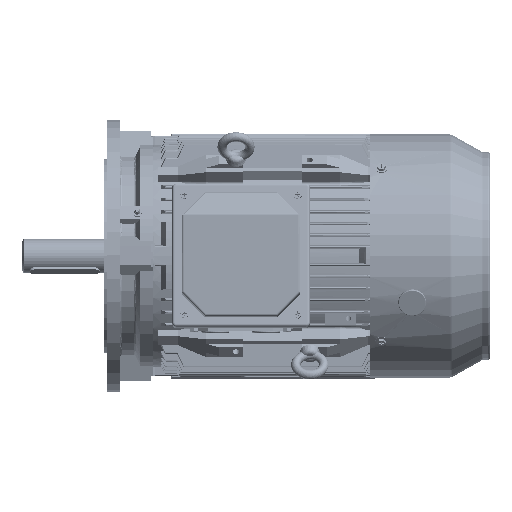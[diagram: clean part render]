
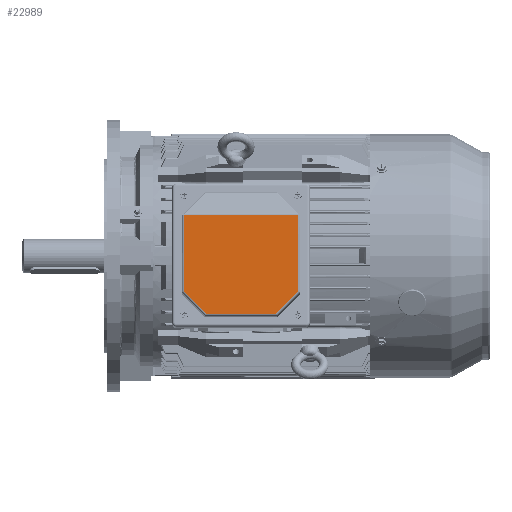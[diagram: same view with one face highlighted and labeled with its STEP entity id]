
A CAD part, top view. The second image highlights one B-rep face of the part: STEP entity #22989.
In plain terms, the highlighted face is planar.
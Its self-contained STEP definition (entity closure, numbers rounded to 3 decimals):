
#22535 = ORIENTED_EDGE ( 'NONE', *, *, #23072, .T. ) ;
#22989 = ADVANCED_FACE ( 'NONE', ( #51371 ), #51370, .F. ) ;
#22997 = EDGE_LOOP ( 'NONE', ( #23001, #23014, #23026, #23040, #22535, #23082 ) ) ;
#23001 = ORIENTED_EDGE ( 'NONE', *, *, #23003, .T. ) ;
#23003 = EDGE_CURVE ( 'NONE', #23006, #23007, #51363, .T. ) ;
#23006 = VERTEX_POINT ( 'NONE', #51347 ) ;
#23007 = VERTEX_POINT ( 'NONE', #51345 ) ;
#23014 = ORIENTED_EDGE ( 'NONE', *, *, #23018, .T. ) ;
#23018 = EDGE_CURVE ( 'NONE', #23007, #23020, #51314, .T. ) ;
#23020 = VERTEX_POINT ( 'NONE', #51446 ) ;
#23026 = ORIENTED_EDGE ( 'NONE', *, *, #23029, .T. ) ;
#23029 = EDGE_CURVE ( 'NONE', #23020, #23034, #51440, .T. ) ;
#23034 = VERTEX_POINT ( 'NONE', #51423 ) ;
#23040 = ORIENTED_EDGE ( 'NONE', *, *, #23042, .T. ) ;
#23042 = EDGE_CURVE ( 'NONE', #23034, #23044, #51410, .T. ) ;
#23044 = VERTEX_POINT ( 'NONE', #51402 ) ;
#23072 = EDGE_CURVE ( 'NONE', #23044, #23077, #51489, .T. ) ;
#23077 = VERTEX_POINT ( 'NONE', #51470 ) ;
#23082 = ORIENTED_EDGE ( 'NONE', *, *, #23083, .T. ) ;
#23083 = EDGE_CURVE ( 'NONE', #23077, #23006, #51601, .T. ) ;
#51308 = DIRECTION ( 'NONE',  ( 0., 1., 0. ) ) ;
#51310 = VECTOR ( 'NONE', #51308, 1000. ) ;
#51312 = CARTESIAN_POINT ( 'NONE',  ( -45.825, 74.5, -33.922 ) ) ;
#51314 = LINE ( 'NONE', #51312, #51310 ) ;
#51345 = CARTESIAN_POINT ( 'NONE',  ( -45.825, -73.5, -33.922 ) ) ;
#51347 = CARTESIAN_POINT ( 'NONE',  ( 50.778, -73.5, -16.888 ) ) ;
#51349 = DIRECTION ( 'NONE',  ( -0.985, 0., -0.174 ) ) ;
#51350 = VECTOR ( 'NONE', #51349, 1000. ) ;
#51352 = CARTESIAN_POINT ( 'NONE',  ( 81.5, -73.5, -11.471 ) ) ;
#51357 = DIRECTION ( 'NONE',  ( 0.985, 0., 0.174 ) ) ;
#51359 = DIRECTION ( 'NONE',  ( -0.174, 0., 0.985 ) ) ;
#51361 = AXIS2_PLACEMENT_3D ( 'NONE', #51368, #51359, #51357 ) ;
#51363 = LINE ( 'NONE', #51352, #51350 ) ;
#51368 = CARTESIAN_POINT ( 'NONE',  ( 81.5, 76.5, -11.471 ) ) ;
#51370 = PLANE ( 'NONE',  #51361 ) ;
#51371 = FACE_OUTER_BOUND ( 'NONE', #22997, .T. ) ;
#51402 = CARTESIAN_POINT ( 'NONE',  ( 79.021, 45.257, -11.908 ) ) ;
#51405 = DIRECTION ( 'NONE',  ( 0.702, -0.702, 0.124 ) ) ;
#51406 = VECTOR ( 'NONE', #51405, 1000. ) ;
#51409 = CARTESIAN_POINT ( 'NONE',  ( 79.668, 44.611, -11.794 ) ) ;
#51410 = LINE ( 'NONE', #51409, #51406 ) ;
#51423 = CARTESIAN_POINT ( 'NONE',  ( 50.778, 73.5, -16.888 ) ) ;
#51435 = DIRECTION ( 'NONE',  ( 0.985, 0., 0.174 ) ) ;
#51436 = VECTOR ( 'NONE', #51435, 1000. ) ;
#51438 = CARTESIAN_POINT ( 'NONE',  ( 51.5, 73.5, -16.761 ) ) ;
#51440 = LINE ( 'NONE', #51438, #51436 ) ;
#51446 = CARTESIAN_POINT ( 'NONE',  ( -45.825, 73.5, -33.922 ) ) ;
#51470 = CARTESIAN_POINT ( 'NONE',  ( 79.021, -45.257, -11.908 ) ) ;
#51483 = DIRECTION ( 'NONE',  ( 0., -1., 0. ) ) ;
#51484 = VECTOR ( 'NONE', #51483, 1000. ) ;
#51486 = CARTESIAN_POINT ( 'NONE',  ( 79.021, 76.5, -11.908 ) ) ;
#51489 = LINE ( 'NONE', #51486, #51484 ) ;
#51596 = DIRECTION ( 'NONE',  ( -0.702, -0.702, -0.124 ) ) ;
#51598 = VECTOR ( 'NONE', #51596, 1000. ) ;
#51600 = CARTESIAN_POINT ( 'NONE',  ( 49.668, -74.611, -17.084 ) ) ;
#51601 = LINE ( 'NONE', #51600, #51598 ) ;
